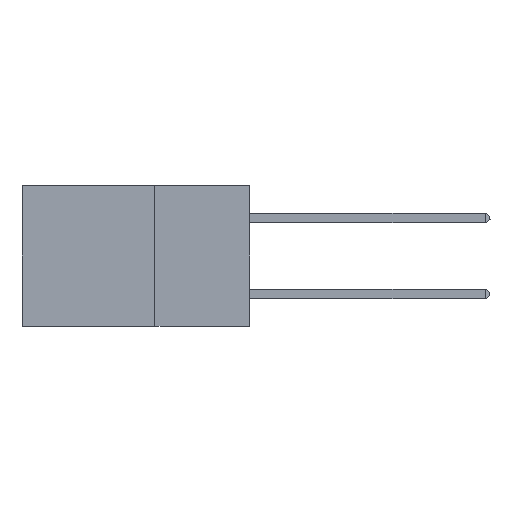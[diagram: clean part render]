
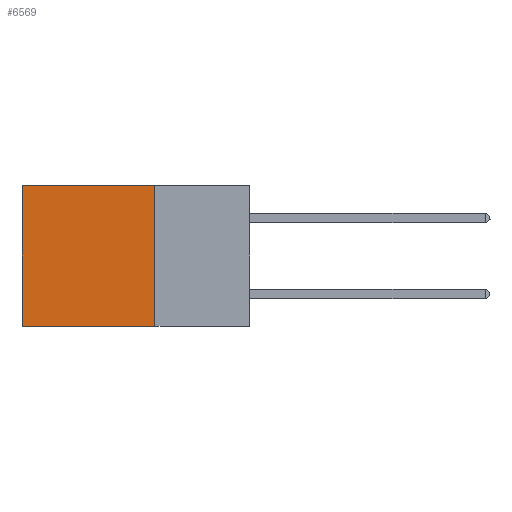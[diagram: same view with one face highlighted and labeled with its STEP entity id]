
A CAD part, left-side view. The second image highlights one B-rep face of the part: STEP entity #6569.
In plain terms, the highlighted planar face has unit normal (-1, 0, 0).
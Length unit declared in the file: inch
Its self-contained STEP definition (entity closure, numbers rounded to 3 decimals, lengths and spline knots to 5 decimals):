
#411 = DIRECTION ( 'NONE',  ( 0., 0., -1. ) ) ;
#664 = EDGE_CURVE ( 'NONE', #2032, #8320, #9119, .T. ) ;
#952 = CARTESIAN_POINT ( 'NONE',  ( 0.2875, 0.25, 0. ) ) ;
#1471 = EDGE_LOOP ( 'NONE', ( #12054, #11890, #3083, #5001 ) ) ;
#2032 = VERTEX_POINT ( 'NONE', #15033 ) ;
#2538 = CARTESIAN_POINT ( 'NONE',  ( 0.2875, 0.25, 0. ) ) ;
#3083 = ORIENTED_EDGE ( 'NONE', *, *, #14628, .F. ) ;
#3520 = CARTESIAN_POINT ( 'NONE',  ( 0.2875, 0.25, -0.37 ) ) ;
#3736 = DIRECTION ( 'NONE',  ( 0., 0., -1. ) ) ;
#4289 = CARTESIAN_POINT ( 'NONE',  ( 0.2875, 0.6, 0. ) ) ;
#4837 = VERTEX_POINT ( 'NONE', #16780 ) ;
#5001 = ORIENTED_EDGE ( 'NONE', *, *, #664, .T. ) ;
#5324 = DIRECTION ( 'NONE',  ( 1., 0., 0. ) ) ;
#5881 = VECTOR ( 'NONE', #14631, 39.37008 ) ;
#6569 = ADVANCED_FACE ( 'NONE', ( #15034 ), #9365, .F. ) ;
#6764 = DIRECTION ( 'NONE',  ( 0., 0., -1. ) ) ;
#7668 = DIRECTION ( 'NONE',  ( 0., 1., 0. ) ) ;
#8320 = VERTEX_POINT ( 'NONE', #16561 ) ;
#9119 = LINE ( 'NONE', #10585, #5881 ) ;
#9365 = PLANE ( 'NONE',  #16286 ) ;
#9436 = VERTEX_POINT ( 'NONE', #3520 ) ;
#9479 = EDGE_CURVE ( 'NONE', #9436, #4837, #15859, .T. ) ;
#10585 = CARTESIAN_POINT ( 'NONE',  ( 0.2875, 0.25, 0. ) ) ;
#10857 = LINE ( 'NONE', #952, #14559 ) ;
#10992 = EDGE_CURVE ( 'NONE', #8320, #4837, #12747, .T. ) ;
#11890 = ORIENTED_EDGE ( 'NONE', *, *, #9479, .F. ) ;
#12054 = ORIENTED_EDGE ( 'NONE', *, *, #10992, .T. ) ;
#12122 = VECTOR ( 'NONE', #7668, 39.37008 ) ;
#12747 = LINE ( 'NONE', #4289, #15599 ) ;
#14508 = CARTESIAN_POINT ( 'NONE',  ( 0.2875, 0.25, -0.37 ) ) ;
#14559 = VECTOR ( 'NONE', #3736, 39.37008 ) ;
#14628 = EDGE_CURVE ( 'NONE', #2032, #9436, #10857, .T. ) ;
#14631 = DIRECTION ( 'NONE',  ( 0., 1., 0. ) ) ;
#15033 = CARTESIAN_POINT ( 'NONE',  ( 0.2875, 0.25, 0. ) ) ;
#15034 = FACE_OUTER_BOUND ( 'NONE', #1471, .T. ) ;
#15599 = VECTOR ( 'NONE', #411, 39.37008 ) ;
#15859 = LINE ( 'NONE', #14508, #12122 ) ;
#16286 = AXIS2_PLACEMENT_3D ( 'NONE', #2538, #5324, #6764 ) ;
#16561 = CARTESIAN_POINT ( 'NONE',  ( 0.2875, 0.6, 0. ) ) ;
#16780 = CARTESIAN_POINT ( 'NONE',  ( 0.2875, 0.6, -0.37 ) ) ;
